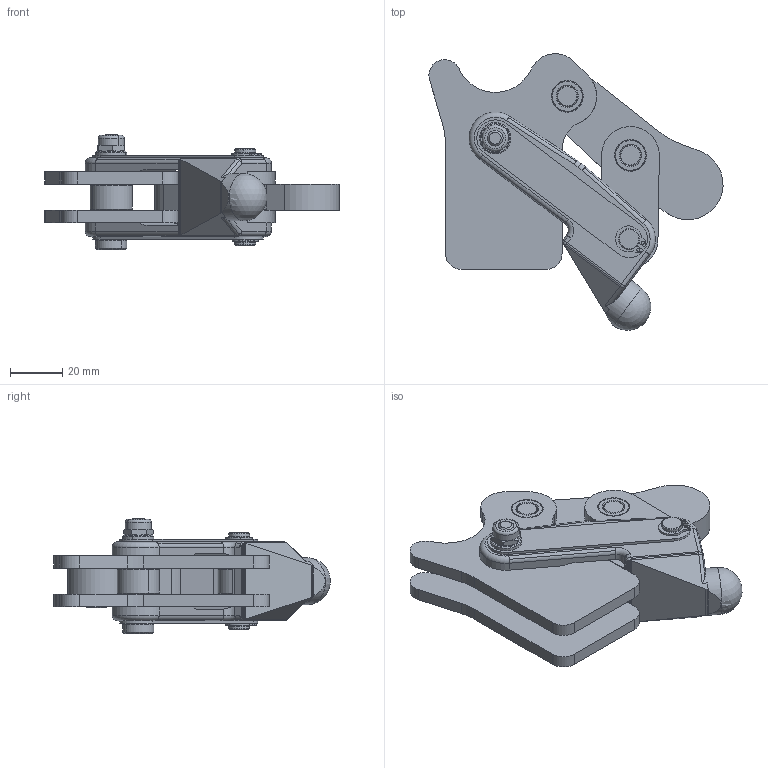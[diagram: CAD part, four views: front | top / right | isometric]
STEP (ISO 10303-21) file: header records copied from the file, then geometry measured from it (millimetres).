
FILE_DESCRIPTION((''),'2;1');
FILE_NAME('603-opened.stp','2005-09-28T09:39:51',('Kysilko'),(''),'Autodesk Inventor 8','Autodesk Inventor 8','');
FILE_SCHEMA(('AUTOMOTIVE_DESIGN { 1 0 10303 214 1 1 1 1 }'));
Length unit declared in the file: millimetre
Products named in the file (1): Part11
Bounding box: 112.21 x 105.5 x 44 mm (x, y, z)
Volume: 98747.8 mm3; surface area: 38127.1 mm2
Topology: 1 solids, 12 shells, 2229 faces, 6338 edges, 4113 vertices
Faces by surface type: plane 1412, cylinder 560, cone 120, bspline 120, torus 12, sphere 5
Entity records: 72563 total; most frequent: CARTESIAN_POINT 18148, ORIENTED_EDGE 12660, DIRECTION 10765, EDGE_CURVE 6330, VERTEX_POINT 4111, AXIS2_PLACEMENT_3D 3959, VECTOR 2847, LINE 2847
